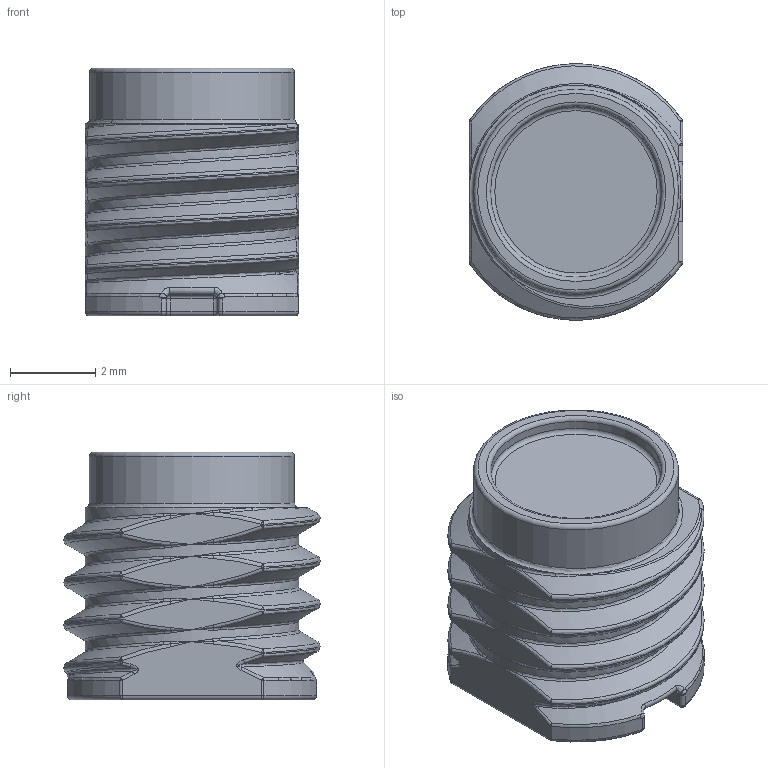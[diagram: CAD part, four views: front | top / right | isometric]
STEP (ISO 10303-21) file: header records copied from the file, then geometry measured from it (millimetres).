
FILE_DESCRIPTION(/* description */ (''),/* implementation_level */ '2;1');
FILE_NAME(/* name */ 'MDS_D127.stp',/* time_stamp */ '2021-04-27T11:53:30+02:00',/* author */ (''),/* organization */ (''),/* preprocessor_version */ 'ST-DEVELOPER v16.7',/* originating_system */ 'SIEMENS PLM Software NX 12.0',/* authorisation */ '');
FILE_SCHEMA (('AUTOMOTIVE_DESIGN { 1 0 10303 214 3 1 1 1 }'));
Length unit declared in the file: millimetre
Products named in the file (1): A5E03893317D_001
Bounding box: 5 x 6 x 5.8 mm (x, y, z)
Volume: 120.7 mm3; surface area: 172.1 mm2
Topology: 1 solids, 1 shells, 358 faces, 829 edges, 416 vertices
Faces by surface type: bspline 202, cylinder 57, sphere 49, torus 24, plane 22, cone 4
Full cylindrical faces by diameter (mm): 4 x1, 4.8 x1
Entity records: 17914 total; most frequent: CARTESIAN_POINT 11552, ORIENTED_EDGE 1526, DIRECTION 1042, EDGE_CURVE 763, AXIS2_PLACEMENT_3D 478, VERTEX_POINT 414, EDGE_LOOP 365, ADVANCED_FACE 358
